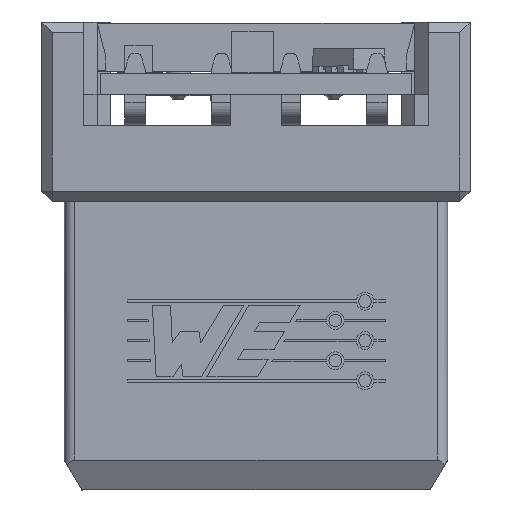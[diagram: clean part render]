
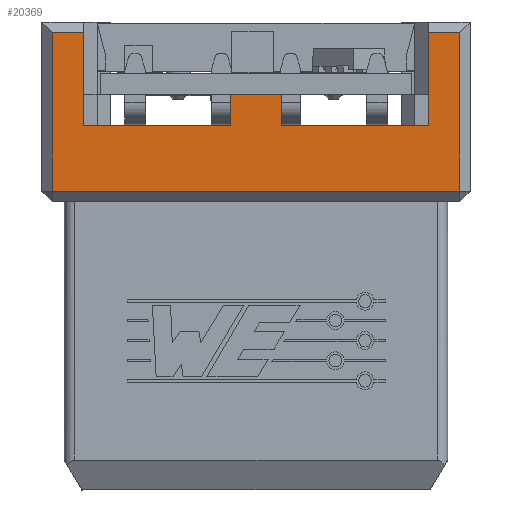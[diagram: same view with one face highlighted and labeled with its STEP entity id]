
A CAD part, top view. The second image highlights one B-rep face of the part: STEP entity #20369.
In plain terms, the highlighted face is planar.
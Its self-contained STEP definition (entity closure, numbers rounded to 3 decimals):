
#1665=ORIENTED_EDGE('',*,*,#6348,.F.);
#1666=ORIENTED_EDGE('',*,*,#6490,.F.);
#1667=ORIENTED_EDGE('',*,*,#6346,.T.);
#1668=ORIENTED_EDGE('',*,*,#6344,.T.);
#1669=ORIENTED_EDGE('',*,*,#6342,.F.);
#1670=ORIENTED_EDGE('',*,*,#6491,.T.);
#1671=ORIENTED_EDGE('',*,*,#6382,.T.);
#1672=ORIENTED_EDGE('',*,*,#6338,.T.);
#1673=ORIENTED_EDGE('',*,*,#6377,.F.);
#1674=ORIENTED_EDGE('',*,*,#6492,.T.);
#1675=ORIENTED_EDGE('',*,*,#6334,.T.);
#1676=ORIENTED_EDGE('',*,*,#6351,.T.);
#6334=EDGE_CURVE('',#8843,#8842,#10701,.T.);
#6338=EDGE_CURVE('',#8847,#8846,#10705,.T.);
#6342=EDGE_CURVE('',#8849,#8850,#10709,.T.);
#6344=EDGE_CURVE('',#8851,#8850,#10711,.T.);
#6346=EDGE_CURVE('',#8852,#8851,#10713,.T.);
#6348=EDGE_CURVE('',#8853,#8854,#10715,.T.);
#6351=EDGE_CURVE('',#8842,#8854,#10718,.T.);
#6377=EDGE_CURVE('',#8866,#8846,#10744,.T.);
#6382=EDGE_CURVE('',#8869,#8847,#10749,.T.);
#6490=EDGE_CURVE('',#8852,#8853,#10849,.T.);
#6491=EDGE_CURVE('',#8849,#8869,#10850,.T.);
#6492=EDGE_CURVE('',#8866,#8843,#10851,.T.);
#8842=VERTEX_POINT('',#28422);
#8843=VERTEX_POINT('',#28424);
#8846=VERTEX_POINT('',#28431);
#8847=VERTEX_POINT('',#28433);
#8849=VERTEX_POINT('',#28439);
#8850=VERTEX_POINT('',#28441);
#8851=VERTEX_POINT('',#28445);
#8852=VERTEX_POINT('',#28449);
#8853=VERTEX_POINT('',#28453);
#8854=VERTEX_POINT('',#28454);
#8866=VERTEX_POINT('',#28509);
#8869=VERTEX_POINT('',#28519);
#10701=LINE('',#28423,#12866);
#10705=LINE('',#28432,#12870);
#10709=LINE('',#28440,#12874);
#10711=LINE('',#28444,#12876);
#10713=LINE('',#28448,#12878);
#10715=LINE('',#28452,#12880);
#10718=LINE('',#28458,#12883);
#10744=LINE('',#28508,#12909);
#10749=LINE('',#28518,#12914);
#10849=LINE('',#28735,#13014);
#10850=LINE('',#28736,#13015);
#10851=LINE('',#28737,#13016);
#12866=VECTOR('',#23312,1000.);
#12870=VECTOR('',#23318,1000.);
#12874=VECTOR('',#23324,1000.);
#12876=VECTOR('',#23328,1000.);
#12878=VECTOR('',#23332,1000.);
#12880=VECTOR('',#23336,1000.);
#12883=VECTOR('',#23341,1000.);
#12909=VECTOR('',#23393,1000.);
#12914=VECTOR('',#23402,1000.);
#13014=VECTOR('',#23606,1000.);
#13015=VECTOR('',#23607,1000.);
#13016=VECTOR('',#23608,1000.);
#14814=EDGE_LOOP('',(#1665,#1666,#1667,#1668,#1669,#1670,#1671,#1672,#1673,
#1674,#1675,#1676));
#15919=FACE_BOUND('',#14814,.T.);
#17024=PLANE('',#21471);
#20369=ADVANCED_FACE('',(#15919),#17024,.F.);
#21471=AXIS2_PLACEMENT_3D('',#28734,#23604,#23605);
#23312=DIRECTION('',(0.,1.,0.));
#23318=DIRECTION('',(1.,0.,0.));
#23324=DIRECTION('',(0.,1.,0.));
#23328=DIRECTION('',(1.,0.,0.));
#23332=DIRECTION('',(0.,1.,0.));
#23336=DIRECTION('',(0.,1.,0.));
#23341=DIRECTION('',(1.,0.,0.));
#23393=DIRECTION('',(0.,1.,0.));
#23402=DIRECTION('',(0.,1.,0.));
#23604=DIRECTION('',(0.,0.,1.));
#23605=DIRECTION('',(1.,0.,0.));
#23606=DIRECTION('',(1.,0.,0.));
#23607=DIRECTION('',(1.,0.,0.));
#23608=DIRECTION('',(1.,0.,0.));
#28422=CARTESIAN_POINT('',(5.01,6.646,-0.005));
#28423=CARTESIAN_POINT('',(5.01,3.946,-0.005));
#28424=CARTESIAN_POINT('',(5.01,3.946,-0.005));
#28431=CARTESIAN_POINT('',(0.76,4.846,-0.005));
#28432=CARTESIAN_POINT('',(-0.74,4.846,-0.005));
#28433=CARTESIAN_POINT('',(-0.74,4.846,-0.005));
#28439=CARTESIAN_POINT('',(-4.99,3.946,-0.005));
#28440=CARTESIAN_POINT('',(-4.99,3.946,-0.005));
#28441=CARTESIAN_POINT('',(-4.99,6.646,-0.005));
#28444=CARTESIAN_POINT('',(-6.198,6.646,-0.005));
#28445=CARTESIAN_POINT('',(-5.89,6.646,-0.005));
#28448=CARTESIAN_POINT('',(-5.89,2.046,-0.005));
#28449=CARTESIAN_POINT('',(-5.89,2.046,-0.005));
#28452=CARTESIAN_POINT('',(5.91,2.046,-0.005));
#28453=CARTESIAN_POINT('',(5.91,2.046,-0.005));
#28454=CARTESIAN_POINT('',(5.91,6.646,-0.005));
#28458=CARTESIAN_POINT('',(5.01,6.646,-0.005));
#28508=CARTESIAN_POINT('',(0.76,3.946,-0.005));
#28509=CARTESIAN_POINT('',(0.76,3.946,-0.005));
#28518=CARTESIAN_POINT('',(-0.74,3.946,-0.005));
#28519=CARTESIAN_POINT('',(-0.74,3.946,-0.005));
#28734=CARTESIAN_POINT('',(-5.89,2.046,-0.005));
#28735=CARTESIAN_POINT('',(-5.89,2.046,-0.005));
#28736=CARTESIAN_POINT('',(-4.99,3.946,-0.005));
#28737=CARTESIAN_POINT('',(-4.99,3.946,-0.005));
